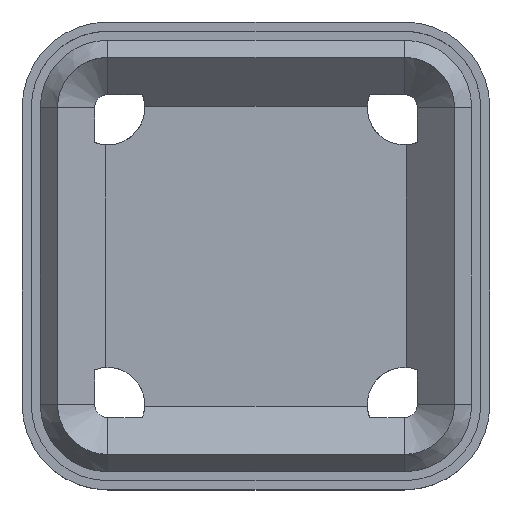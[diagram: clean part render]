
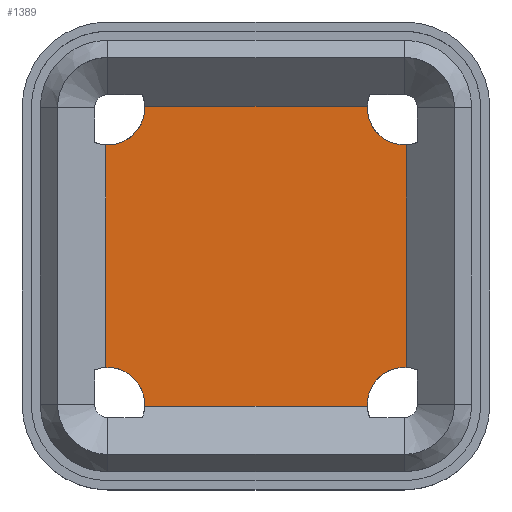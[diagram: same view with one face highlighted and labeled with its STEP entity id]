
A CAD part, top view. The second image highlights one B-rep face of the part: STEP entity #1389.
In plain terms, the highlighted planar face has unit normal (0, 0, 1).
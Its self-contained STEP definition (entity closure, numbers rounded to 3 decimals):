
#176=LINE('',#2372,#304);
#179=LINE('',#2376,#307);
#182=LINE('',#2380,#310);
#183=LINE('',#2381,#311);
#304=VECTOR('',#1967,1000.);
#307=VECTOR('',#1972,1000.);
#310=VECTOR('',#1977,1000.);
#311=VECTOR('',#1978,1000.);
#668=ORIENTED_EDGE('',*,*,#898,.F.);
#669=ORIENTED_EDGE('',*,*,#887,.T.);
#670=ORIENTED_EDGE('',*,*,#899,.F.);
#671=ORIENTED_EDGE('',*,*,#881,.F.);
#672=ORIENTED_EDGE('',*,*,#895,.F.);
#673=ORIENTED_EDGE('',*,*,#871,.T.);
#674=ORIENTED_EDGE('',*,*,#892,.F.);
#675=ORIENTED_EDGE('',*,*,#865,.F.);
#865=EDGE_CURVE('',#996,#998,#1068,.T.);
#871=EDGE_CURVE('',#1002,#1003,#1071,.F.);
#881=EDGE_CURVE('',#1011,#1009,#1075,.T.);
#887=EDGE_CURVE('',#1017,#1016,#1078,.F.);
#892=EDGE_CURVE('',#998,#1003,#176,.T.);
#895=EDGE_CURVE('',#1002,#1011,#179,.T.);
#898=EDGE_CURVE('',#1017,#996,#182,.T.);
#899=EDGE_CURVE('',#1009,#1016,#183,.T.);
#996=VERTEX_POINT('',#2313);
#998=VERTEX_POINT('',#2316);
#1002=VERTEX_POINT('',#2328);
#1003=VERTEX_POINT('',#2329);
#1009=VERTEX_POINT('',#2344);
#1011=VERTEX_POINT('',#2348);
#1016=VERTEX_POINT('',#2361);
#1017=VERTEX_POINT('',#2363);
#1068=CIRCLE('',#1526,3.25);
#1071=CIRCLE('',#1532,3.25);
#1075=CIRCLE('',#1542,3.25);
#1078=CIRCLE('',#1548,3.25);
#1167=EDGE_LOOP('',(#668,#669,#670,#671,#672,#673,#674,#675));
#1261=FACE_BOUND('',#1167,.T.);
#1309=PLANE('',#1554);
#1389=ADVANCED_FACE('',(#1261),#1309,.T.);
#1526=AXIS2_PLACEMENT_3D('',#2315,#1905,#1906);
#1532=AXIS2_PLACEMENT_3D('',#2327,#1919,#1920);
#1542=AXIS2_PLACEMENT_3D('',#2349,#1941,#1942);
#1548=AXIS2_PLACEMENT_3D('',#2362,#1955,#1956);
#1554=AXIS2_PLACEMENT_3D('',#2379,#1975,#1976);
#1905=DIRECTION('',(0.,0.,1.));
#1906=DIRECTION('',(1.,0.,0.));
#1919=DIRECTION('',(0.,0.,1.));
#1920=DIRECTION('',(1.,0.,0.));
#1941=DIRECTION('',(0.,0.,1.));
#1942=DIRECTION('',(1.,0.,0.));
#1955=DIRECTION('',(0.,0.,1.));
#1956=DIRECTION('',(1.,0.,0.));
#1967=DIRECTION('',(1.,0.,0.));
#1972=DIRECTION('',(0.,-1.,0.));
#1975=DIRECTION('',(0.,0.,1.));
#1976=DIRECTION('',(1.,0.,0.));
#1977=DIRECTION('',(0.,1.,0.));
#1978=DIRECTION('',(-1.,0.,0.));
#2313=CARTESIAN_POINT('',(-13.15,9.753,-4.75));
#2315=CARTESIAN_POINT('',(-13.,13.,-4.75));
#2316=CARTESIAN_POINT('',(-9.753,13.15,-4.75));
#2327=CARTESIAN_POINT('',(13.,13.,-4.75));
#2328=CARTESIAN_POINT('',(13.15,9.753,-4.75));
#2329=CARTESIAN_POINT('',(9.753,13.15,-4.75));
#2344=CARTESIAN_POINT('',(9.753,-13.15,-4.75));
#2348=CARTESIAN_POINT('',(13.15,-9.753,-4.75));
#2349=CARTESIAN_POINT('',(13.,-13.,-4.75));
#2361=CARTESIAN_POINT('',(-9.753,-13.15,-4.75));
#2362=CARTESIAN_POINT('',(-13.,-13.,-4.75));
#2363=CARTESIAN_POINT('',(-13.15,-9.753,-4.75));
#2372=CARTESIAN_POINT('',(0.,13.15,-4.75));
#2376=CARTESIAN_POINT('',(13.15,0.,-4.75));
#2379=CARTESIAN_POINT('',(0.,0.,-4.75));
#2380=CARTESIAN_POINT('',(-13.15,13.,-4.75));
#2381=CARTESIAN_POINT('',(0.,-13.15,-4.75));
